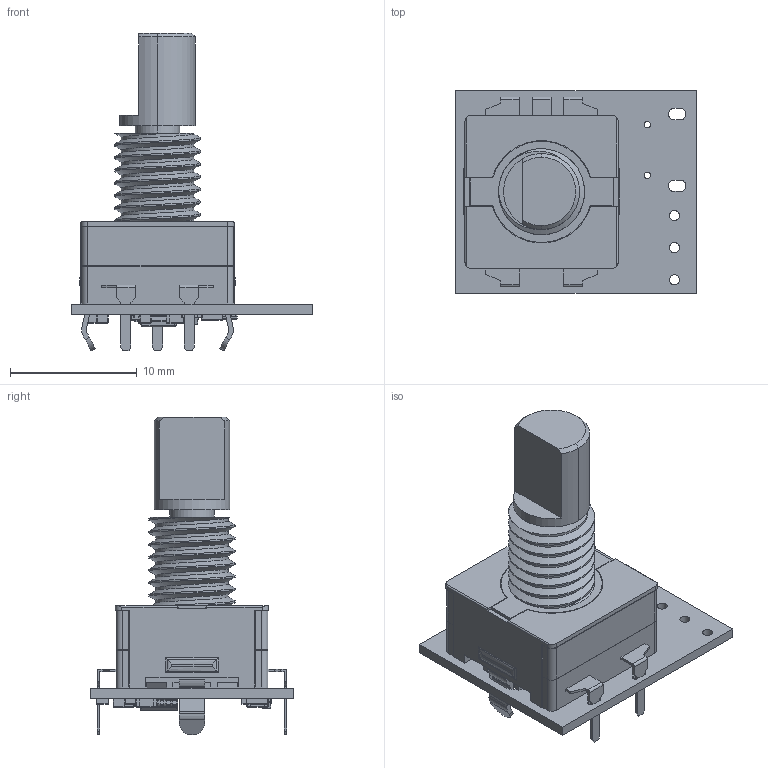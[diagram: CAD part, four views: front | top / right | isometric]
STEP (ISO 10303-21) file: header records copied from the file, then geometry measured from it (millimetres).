
FILE_DESCRIPTION(('Open CASCADE Model'),'2;1');
FILE_NAME('Open CASCADE Shape Model','2022-04-05T19:01:09',('Author'),( 'Open CASCADE'),'Open CASCADE STEP processor 6.8','Open CASCADE 6.8' ,'Unknown');
FILE_SCHEMA(('AUTOMOTIVE_DESIGN { 1 0 10303 214 1 1 1 1 }'));
Length unit declared in the file: millimetre
Products named in the file (66): PCB; Board; Open CASCADE STEP translator 6.8 3.1.1; R3; 5993052368; Mid_Body; Terminal; Open_CASCADE_STEP_translator_6.8_12.2.1; Mark; R2; R1; 5993054128; C5; 5993046688; Open_CASCADE_STEP_translator_6.8_14.1.1; Open_CASCADE_STEP_translator_6.8_14.1.2; Open_CASCADE_STEP_translator_6.8_14.2.1; C4; 5993052848; C3; U1; 5702643728; Open_CASCADE_STEP_translator_6.8_12.1; Body; Leader; ROTARY_ENCODER; rotary_encoder; R5; R4; D4; 0603_Chip_SMD_LED_(1.6x0.8mm)_coloured; D3; 5993052688; Open_CASCADE_STEP_translator_6.8_2.1.1; lead; D2; 5993048448; D1; 5702643008; C2 ...
Assembly tree (84 placements, depth 5):
  PCB
    Board
      Open CASCADE STEP translator 6.8 3.1.1
    R3
      5993052368
        Mid_Body
        Terminal  x2
          Open_CASCADE_STEP_translator_6.8_12.2.1
        Mark
    R2
      5993052368
        Mid_Body
        Terminal  x2
          Open_CASCADE_STEP_translator_6.8_12.2.1
        Mark
    R1
      5993054128
        Mid_Body
        Terminal  x2
          Open_CASCADE_STEP_translator_6.8_12.2.1
        Mark
    C5
      5993046688
        Terminal
          Open_CASCADE_STEP_translator_6.8_14.1.1
          Open_CASCADE_STEP_translator_6.8_14.1.2
        Mid_Body
          Open_CASCADE_STEP_translator_6.8_14.2.1
    C4
      5993052848
        Terminal
          Open_CASCADE_STEP_translator_6.8_14.1.1
          Open_CASCADE_STEP_translator_6.8_14.1.2
        Mid_Body
          Open_CASCADE_STEP_translator_6.8_14.2.1
    C3
      5993046688
        Terminal
          Open_CASCADE_STEP_translator_6.8_14.1.1
          Open_CASCADE_STEP_translator_6.8_14.1.2
        Mid_Body
          Open_CASCADE_STEP_translator_6.8_14.2.1
    U1
      5702643728
        Open_CASCADE_STEP_translator_6.8_12.1
        Body
          Open_CASCADE_STEP_translator_6.8_12.2.1
        Leader  x10
    ROTARY_ENCODER
      rotary_encoder
    R5
      5993052368
        Mid_Body
        Terminal  x2
          Open_CASCADE_STEP_translator_6.8_12.2.1
        Mark
    R4
      5993054128
        Mid_Body
        Terminal  x2
Bounding box: 19 x 16 x 25.1 mm (x, y, z)
Volume: 1571 mm3; surface area: 2328.5 mm2
Topology: 68 solids, 69 shells, 1326 faces, 3116 edges, 1855 vertices
Faces by surface type: plane 863, cylinder 348, sphere 74, bspline 38, cone 3
Full cylindrical faces by diameter (mm): 0.375 x1, 0.5 x2, 0.8 x3
Entity records: 33498 total; most frequent: CARTESIAN_POINT 9019, DIRECTION 4320, ORIENTED_EDGE 4307, EDGE_CURVE 2154, LINE 1566, VECTOR 1566, AXIS2_PLACEMENT_3D 1377, VERTEX_POINT 1327
